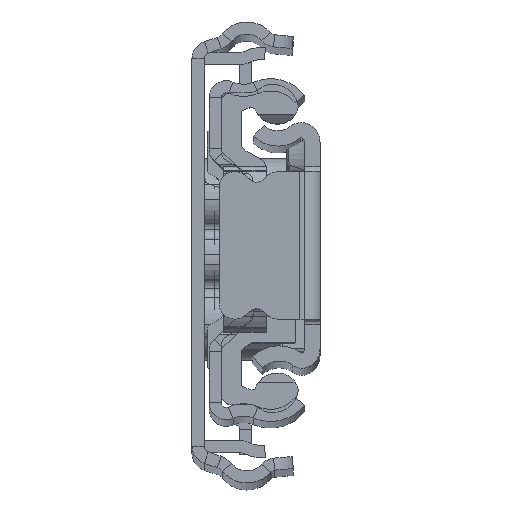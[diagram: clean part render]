
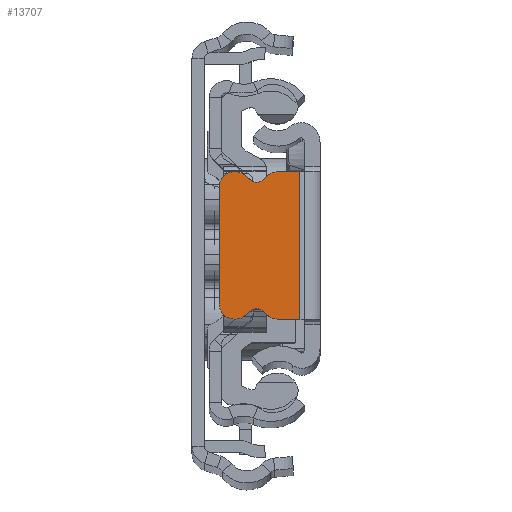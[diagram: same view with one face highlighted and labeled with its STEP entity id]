
A CAD part, top view. The second image highlights one B-rep face of the part: STEP entity #13707.
In plain terms, the highlighted planar face has unit normal (0, 0, 1).
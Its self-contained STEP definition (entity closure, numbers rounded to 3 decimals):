
#484 = EDGE_CURVE ( 'NONE', #20978, #14866, #24109, .T. ) ;
#515 = CARTESIAN_POINT ( 'NONE',  ( -8.362, 5.8, 0. ) ) ;
#718 = EDGE_CURVE ( 'NONE', #22205, #19828, #17436, .T. ) ;
#967 = DIRECTION ( 'NONE',  ( 1., 0., 0. ) ) ;
#1000 = EDGE_CURVE ( 'NONE', #2365, #15966, #20340, .T. ) ;
#1091 = DIRECTION ( 'NONE',  ( 0., 0., 1. ) ) ;
#1449 = DIRECTION ( 'NONE',  ( 0., 0., 1. ) ) ;
#1683 = CIRCLE ( 'NONE', #3782, 1.1 ) ;
#2056 = DIRECTION ( 'NONE',  ( 0., -1., 0. ) ) ;
#2156 = DIRECTION ( 'NONE',  ( -1., 0., 0. ) ) ;
#2228 = VERTEX_POINT ( 'NONE', #8234 ) ;
#2365 = VERTEX_POINT ( 'NONE', #15168 ) ;
#2396 = ORIENTED_EDGE ( 'NONE', *, *, #3286, .F. ) ;
#2447 = DIRECTION ( 'NONE',  ( -1., 0., 0. ) ) ;
#2512 = VERTEX_POINT ( 'NONE', #16198 ) ;
#2530 = DIRECTION ( 'NONE',  ( -1., 0., 0. ) ) ;
#2621 = VERTEX_POINT ( 'NONE', #22509 ) ;
#3116 = EDGE_CURVE ( 'NONE', #22099, #4701, #14659, .T. ) ;
#3286 = EDGE_CURVE ( 'NONE', #20978, #2512, #1683, .T. ) ;
#3483 = FACE_OUTER_BOUND ( 'NONE', #8700, .T. ) ;
#3782 = AXIS2_PLACEMENT_3D ( 'NONE', #16836, #1091, #967 ) ;
#3895 = ORIENTED_EDGE ( 'NONE', *, *, #7012, .T. ) ;
#4006 = VECTOR ( 'NONE', #7322, 1000. ) ;
#4275 = AXIS2_PLACEMENT_3D ( 'NONE', #6583, #14735, #2530 ) ;
#4701 = VERTEX_POINT ( 'NONE', #21955 ) ;
#4933 = CARTESIAN_POINT ( 'NONE',  ( 0., 7.3, 0. ) ) ;
#5708 = EDGE_CURVE ( 'NONE', #14866, #2621, #25293, .T. ) ;
#5782 = ORIENTED_EDGE ( 'NONE', *, *, #5708, .T. ) ;
#6059 = VECTOR ( 'NONE', #8608, 1000. ) ;
#6583 = CARTESIAN_POINT ( 'NONE',  ( -6.29, -7.37, 0. ) ) ;
#7012 = EDGE_CURVE ( 'NONE', #22205, #21201, #15544, .T. ) ;
#7166 = ORIENTED_EDGE ( 'NONE', *, *, #484, .T. ) ;
#7292 = ORIENTED_EDGE ( 'NONE', *, *, #17888, .T. ) ;
#7322 = DIRECTION ( 'NONE',  ( 0., -1., 0. ) ) ;
#7357 = DIRECTION ( 'NONE',  ( 0., 0., 1. ) ) ;
#7742 = CARTESIAN_POINT ( 'NONE',  ( -10., -5.8, 0. ) ) ;
#8234 = CARTESIAN_POINT ( 'NONE',  ( -7.167, -6.706, 0. ) ) ;
#8352 = CIRCLE ( 'NONE', #23042, 1.5 ) ;
#8482 = CARTESIAN_POINT ( 'NONE',  ( -10., 0., 0. ) ) ;
#8608 = DIRECTION ( 'NONE',  ( 1., 0., 0. ) ) ;
#8700 = EDGE_LOOP ( 'NONE', ( #5782, #11893, #25855, #19176, #9142, #7292, #11643, #16439, #25813, #19775, #3895, #21980, #2396, #7166 ) ) ;
#9031 = AXIS2_PLACEMENT_3D ( 'NONE', #16354, #12410, #2447 ) ;
#9137 = EDGE_CURVE ( 'NONE', #21201, #2512, #12173, .T. ) ;
#9142 = ORIENTED_EDGE ( 'NONE', *, *, #15258, .T. ) ;
#9283 = LINE ( 'NONE', #15299, #12021 ) ;
#9461 = DIRECTION ( 'NONE',  ( -1., 0., 0. ) ) ;
#9511 = DIRECTION ( 'NONE',  ( -1., 0., 0. ) ) ;
#9581 = EDGE_CURVE ( 'NONE', #25781, #22099, #10196, .T. ) ;
#10196 = LINE ( 'NONE', #8482, #15141 ) ;
#11277 = CARTESIAN_POINT ( 'NONE',  ( -7.167, 6.706, 0. ) ) ;
#11643 = ORIENTED_EDGE ( 'NONE', *, *, #19132, .F. ) ;
#11893 = ORIENTED_EDGE ( 'NONE', *, *, #23063, .T. ) ;
#12021 = VECTOR ( 'NONE', #15422, 1000. ) ;
#12022 = EDGE_CURVE ( 'NONE', #15966, #19828, #9283, .T. ) ;
#12173 = CIRCLE ( 'NONE', #16371, 1.5 ) ;
#12333 = AXIS2_PLACEMENT_3D ( 'NONE', #19479, #25653, #9511 ) ;
#12410 = DIRECTION ( 'NONE',  ( 0., 0., 1. ) ) ;
#12779 = AXIS2_PLACEMENT_3D ( 'NONE', #515, #24539, #12840 ) ;
#12840 = DIRECTION ( 'NONE',  ( -1., 0., 0. ) ) ;
#13438 = DIRECTION ( 'NONE',  ( -1., 0., 0. ) ) ;
#13528 = CARTESIAN_POINT ( 'NONE',  ( -8.362, 7.3, 0. ) ) ;
#13555 = DIRECTION ( 'NONE',  ( -1., 0., 0. ) ) ;
#13689 = PLANE ( 'NONE',  #12333 ) ;
#13707 = ADVANCED_FACE ( 'NONE', ( #3483 ), #13689, .F. ) ;
#13832 = AXIS2_PLACEMENT_3D ( 'NONE', #24082, #17901, #2156 ) ;
#14573 = CARTESIAN_POINT ( 'NONE',  ( -4.218, -7.3, 0. ) ) ;
#14659 = CIRCLE ( 'NONE', #13832, 1.5 ) ;
#14735 = DIRECTION ( 'NONE',  ( 0., 0., 1. ) ) ;
#14866 = VERTEX_POINT ( 'NONE', #13528 ) ;
#15136 = VECTOR ( 'NONE', #21472, 1000. ) ;
#15141 = VECTOR ( 'NONE', #2056, 1000. ) ;
#15168 = CARTESIAN_POINT ( 'NONE',  ( -5.413, -6.706, 0. ) ) ;
#15258 = EDGE_CURVE ( 'NONE', #4701, #20537, #16602, .T. ) ;
#15299 = CARTESIAN_POINT ( 'NONE',  ( 0., -7.3, 0. ) ) ;
#15422 = DIRECTION ( 'NONE',  ( 1., 0., 0. ) ) ;
#15544 = LINE ( 'NONE', #15922, #19208 ) ;
#15659 = DIRECTION ( 'NONE',  ( 0., 0., 1. ) ) ;
#15922 = CARTESIAN_POINT ( 'NONE',  ( 0., 7.3, 0. ) ) ;
#15966 = VERTEX_POINT ( 'NONE', #14573 ) ;
#16198 = CARTESIAN_POINT ( 'NONE',  ( -5.413, 6.706, 0. ) ) ;
#16354 = CARTESIAN_POINT ( 'NONE',  ( -4.218, -5.8, 0. ) ) ;
#16371 = AXIS2_PLACEMENT_3D ( 'NONE', #19424, #1449, #9461 ) ;
#16439 = ORIENTED_EDGE ( 'NONE', *, *, #1000, .T. ) ;
#16602 = LINE ( 'NONE', #22915, #6059 ) ;
#16836 = CARTESIAN_POINT ( 'NONE',  ( -6.29, 7.37, 0. ) ) ;
#16837 = CIRCLE ( 'NONE', #4275, 1.1 ) ;
#17251 = CARTESIAN_POINT ( 'NONE',  ( -8.362, -7.3, 0. ) ) ;
#17436 = LINE ( 'NONE', #25449, #4006 ) ;
#17888 = EDGE_CURVE ( 'NONE', #20537, #2228, #8352, .T. ) ;
#17901 = DIRECTION ( 'NONE',  ( 0., 0., 1. ) ) ;
#19132 = EDGE_CURVE ( 'NONE', #2365, #2228, #16837, .T. ) ;
#19176 = ORIENTED_EDGE ( 'NONE', *, *, #3116, .T. ) ;
#19208 = VECTOR ( 'NONE', #13438, 1000. ) ;
#19362 = AXIS2_PLACEMENT_3D ( 'NONE', #23128, #7357, #21284 ) ;
#19424 = CARTESIAN_POINT ( 'NONE',  ( -4.218, 5.8, 0. ) ) ;
#19479 = CARTESIAN_POINT ( 'NONE',  ( 0., 0., 0. ) ) ;
#19775 = ORIENTED_EDGE ( 'NONE', *, *, #718, .F. ) ;
#19828 = VERTEX_POINT ( 'NONE', #25720 ) ;
#20212 = CARTESIAN_POINT ( 'NONE',  ( -2., 7.3, 0. ) ) ;
#20340 = CIRCLE ( 'NONE', #9031, 1.5 ) ;
#20537 = VERTEX_POINT ( 'NONE', #17251 ) ;
#20587 = CARTESIAN_POINT ( 'NONE',  ( -4.218, 7.3, 0. ) ) ;
#20978 = VERTEX_POINT ( 'NONE', #11277 ) ;
#21201 = VERTEX_POINT ( 'NONE', #20587 ) ;
#21284 = DIRECTION ( 'NONE',  ( -1., 0., 0. ) ) ;
#21472 = DIRECTION ( 'NONE',  ( -1., 0., 0. ) ) ;
#21875 = CIRCLE ( 'NONE', #19362, 1.5 ) ;
#21955 = CARTESIAN_POINT ( 'NONE',  ( -8.5, -7.3, 0. ) ) ;
#21980 = ORIENTED_EDGE ( 'NONE', *, *, #9137, .T. ) ;
#22099 = VERTEX_POINT ( 'NONE', #7742 ) ;
#22205 = VERTEX_POINT ( 'NONE', #20212 ) ;
#22509 = CARTESIAN_POINT ( 'NONE',  ( -8.5, 7.3, 0. ) ) ;
#22915 = CARTESIAN_POINT ( 'NONE',  ( 0., -7.3, 0. ) ) ;
#23042 = AXIS2_PLACEMENT_3D ( 'NONE', #23554, #15659, #13555 ) ;
#23063 = EDGE_CURVE ( 'NONE', #2621, #25781, #21875, .T. ) ;
#23128 = CARTESIAN_POINT ( 'NONE',  ( -8.5, 5.8, 0. ) ) ;
#23554 = CARTESIAN_POINT ( 'NONE',  ( -8.362, -5.8, 0. ) ) ;
#24082 = CARTESIAN_POINT ( 'NONE',  ( -8.5, -5.8, 0. ) ) ;
#24109 = CIRCLE ( 'NONE', #12779, 1.5 ) ;
#24539 = DIRECTION ( 'NONE',  ( 0., 0., 1. ) ) ;
#24722 = CARTESIAN_POINT ( 'NONE',  ( -10., 5.8, 0. ) ) ;
#25293 = LINE ( 'NONE', #4933, #15136 ) ;
#25449 = CARTESIAN_POINT ( 'NONE',  ( -2., -7.3, 0. ) ) ;
#25653 = DIRECTION ( 'NONE',  ( 0., 0., -1. ) ) ;
#25720 = CARTESIAN_POINT ( 'NONE',  ( -2., -7.3, 0. ) ) ;
#25781 = VERTEX_POINT ( 'NONE', #24722 ) ;
#25813 = ORIENTED_EDGE ( 'NONE', *, *, #12022, .T. ) ;
#25855 = ORIENTED_EDGE ( 'NONE', *, *, #9581, .T. ) ;
